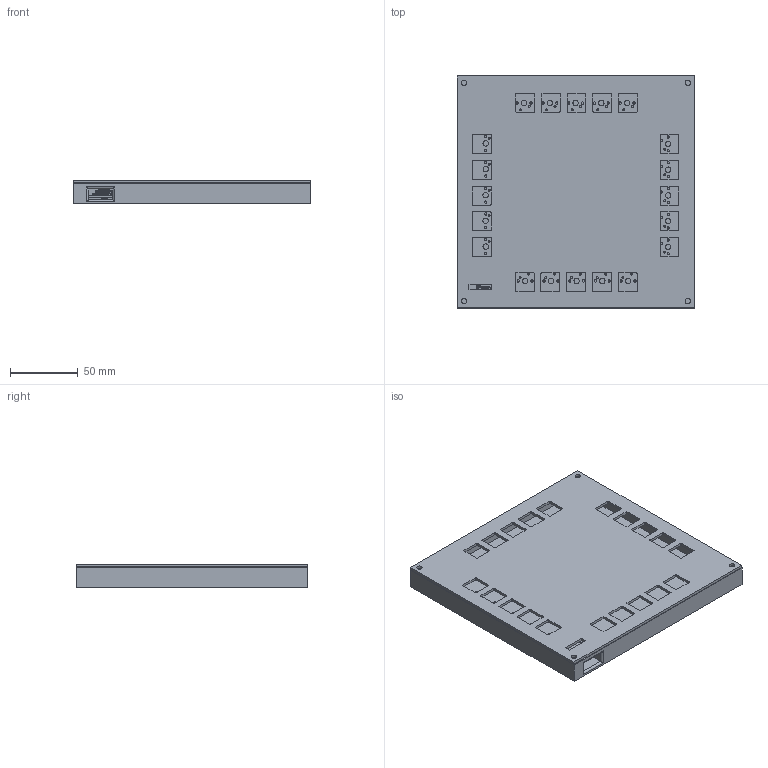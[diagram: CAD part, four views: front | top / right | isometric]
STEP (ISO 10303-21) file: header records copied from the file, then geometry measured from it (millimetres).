
FILE_DESCRIPTION(/* description */ (''),/* implementation_level */ '2;1');
FILE_NAME(/* name */ 'gameforhighway_fullcase.step',/* time_stamp */ '2025-07-21T19:22:39+02:00',/* author */ (''),/* organization */ (''),/* preprocessor_version */ 'ST-DEVELOPER v20.1',/* originating_system */ 'Autodesk Translation Framework v14.10.0.0',/* authorisation */ '');
FILE_SCHEMA (('AUTOMOTIVE_DESIGN { 1 0 10303 214 3 1 1 }'));
Length unit declared in the file: centimetre
Products named in the file (7): gameforhighway; lightshow_game 1; seeeduino_xiao_rp2040; lightshow_game 1.1.1; lightshow_game_PCB; D_SOD-123; gameforhighway_top
Assembly tree (25 placements, depth 4):
  gameforhighway
    lightshow_game 1
      seeeduino_xiao_rp2040
        lightshow_game 1.1.1
      D_SOD-123  x20
      lightshow_game_PCB
    gameforhighway_top
Bounding box: 175.92 x 171.8 x 17.47 mm (x, y, z)
Volume: 242209.6 mm3; surface area: 187699.2 mm2
Topology: 70 solids, 70 shells, 2476 faces, 6123 edges, 3802 vertices
Faces by surface type: plane 1899, cylinder 547, torus 12, sphere 10, cone 6, bspline 2
Full cylindrical faces by diameter (mm): 0.4 x1, 0.5 x2, 0.8 x14, 1 x14, 1.05 x6, 1.5 x42, 1.7 x40, 2 x1, 4 x28
Entity records: 37987 total; most frequent: CARTESIAN_POINT 6573, DIRECTION 6419, ORIENTED_EDGE 6302, EDGE_CURVE 3151, LINE 2341, VECTOR 2341, VERTEX_POINT 2054, AXIS2_PLACEMENT_3D 2039
